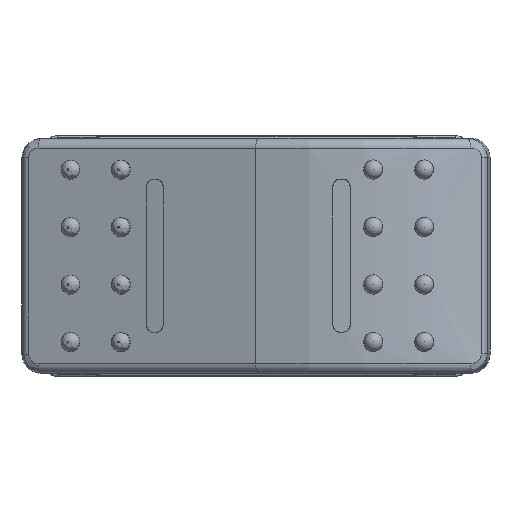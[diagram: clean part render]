
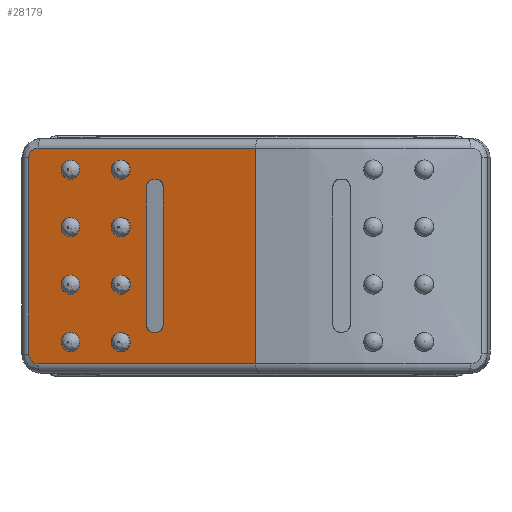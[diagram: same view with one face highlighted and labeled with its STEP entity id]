
A CAD part, top view. The second image highlights one B-rep face of the part: STEP entity #28179.
In plain terms, the highlighted planar face has unit normal (-0.294, 0, 0.956).
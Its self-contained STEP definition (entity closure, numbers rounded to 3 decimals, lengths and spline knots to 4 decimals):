
#442=FACE_BOUND('',#9077,.T.);
#443=FACE_BOUND('',#9078,.T.);
#444=FACE_BOUND('',#9079,.T.);
#445=FACE_BOUND('',#9080,.T.);
#446=FACE_BOUND('',#9081,.T.);
#447=FACE_BOUND('',#9082,.T.);
#448=FACE_BOUND('',#9083,.T.);
#449=FACE_BOUND('',#9084,.T.);
#450=FACE_BOUND('',#9085,.T.);
#589=ELLIPSE('',#29739,0.0808,0.08);
#590=ELLIPSE('',#29742,0.0808,0.08);
#591=ELLIPSE('',#29744,0.0808,0.08);
#592=ELLIPSE('',#29747,0.0808,0.08);
#596=ELLIPSE('',#29864,0.101,0.1);
#599=ELLIPSE('',#29872,0.101,0.1);
#911=LINE('',#39925,#3718);
#915=LINE('',#39934,#3722);
#918=LINE('',#39945,#3725);
#921=LINE('',#39952,#3728);
#934=LINE('',#40380,#3741);
#966=LINE('',#40977,#3773);
#968=LINE('',#41013,#3775);
#969=LINE('',#41015,#3776);
#3718=VECTOR('',#31948,1.);
#3722=VECTOR('',#31958,1.);
#3725=VECTOR('',#31971,1.);
#3728=VECTOR('',#31980,1.);
#3741=VECTOR('',#32047,1.);
#3773=VECTOR('',#32265,1.);
#3775=VECTOR('',#32279,1.);
#3776=VECTOR('',#32282,1.);
#6523=PLANE('',#29901);
#7468=FACE_OUTER_BOUND('',#9076,.T.);
#9076=EDGE_LOOP('',(#19616,#19617,#19618,#19619,#19620,#19621));
#9077=EDGE_LOOP('',(#19622,#19623,#19624,#19625,#19626,#19627,#19628,#19629));
#9078=EDGE_LOOP('',(#19630));
#9079=EDGE_LOOP('',(#19631));
#9080=EDGE_LOOP('',(#19632));
#9081=EDGE_LOOP('',(#19633));
#9082=EDGE_LOOP('',(#19634));
#9083=EDGE_LOOP('',(#19635));
#9084=EDGE_LOOP('',(#19636));
#9085=EDGE_LOOP('',(#19637));
#10758=CIRCLE('',#29786,0.1);
#10763=CIRCLE('',#29793,0.1);
#10768=CIRCLE('',#29800,0.1);
#10773=CIRCLE('',#29807,0.1);
#10778=CIRCLE('',#29814,0.1);
#10783=CIRCLE('',#29821,0.1);
#10788=CIRCLE('',#29828,0.1);
#10793=CIRCLE('',#29835,0.1);
#12025=VERTEX_POINT('',#39922);
#12026=VERTEX_POINT('',#39924);
#12027=VERTEX_POINT('',#39928);
#12028=VERTEX_POINT('',#39932);
#12029=VERTEX_POINT('',#39936);
#12030=VERTEX_POINT('',#39940);
#12031=VERTEX_POINT('',#39944);
#12032=VERTEX_POINT('',#39948);
#12069=VERTEX_POINT('',#40377);
#12070=VERTEX_POINT('',#40379);
#12082=VERTEX_POINT('',#40524);
#12086=VERTEX_POINT('',#40563);
#12090=VERTEX_POINT('',#40602);
#12094=VERTEX_POINT('',#40641);
#12098=VERTEX_POINT('',#40680);
#12102=VERTEX_POINT('',#40719);
#12106=VERTEX_POINT('',#40758);
#12110=VERTEX_POINT('',#40797);
#12133=VERTEX_POINT('',#40967);
#12134=VERTEX_POINT('',#40969);
#12136=VERTEX_POINT('',#41003);
#12138=VERTEX_POINT('',#41007);
#14874=EDGE_CURVE('',#12026,#12025,#911,.T.);
#14877=EDGE_CURVE('',#12025,#12027,#589,.T.);
#14879=EDGE_CURVE('',#12027,#12028,#915,.T.);
#14881=EDGE_CURVE('',#12028,#12029,#590,.T.);
#14882=EDGE_CURVE('',#12030,#12026,#591,.T.);
#14884=EDGE_CURVE('',#12031,#12030,#918,.T.);
#14886=EDGE_CURVE('',#12032,#12031,#592,.T.);
#14888=EDGE_CURVE('',#12029,#12032,#921,.T.);
#14933=EDGE_CURVE('',#12069,#12070,#934,.T.);
#14948=EDGE_CURVE('',#12082,#12082,#10758,.T.);
#14954=EDGE_CURVE('',#12086,#12086,#10763,.T.);
#14960=EDGE_CURVE('',#12090,#12090,#10768,.T.);
#14966=EDGE_CURVE('',#12094,#12094,#10773,.T.);
#14972=EDGE_CURVE('',#12098,#12098,#10778,.T.);
#14978=EDGE_CURVE('',#12102,#12102,#10783,.T.);
#14984=EDGE_CURVE('',#12106,#12106,#10788,.T.);
#14990=EDGE_CURVE('',#12110,#12110,#10793,.T.);
#15031=EDGE_CURVE('',#12133,#12134,#596,.T.);
#15035=EDGE_CURVE('',#12070,#12133,#966,.T.);
#15039=EDGE_CURVE('',#12138,#12136,#599,.T.);
#15041=EDGE_CURVE('',#12136,#12069,#968,.T.);
#15042=EDGE_CURVE('',#12134,#12138,#969,.T.);
#19616=ORIENTED_EDGE('',*,*,#15031,.F.);
#19617=ORIENTED_EDGE('',*,*,#15035,.F.);
#19618=ORIENTED_EDGE('',*,*,#14933,.F.);
#19619=ORIENTED_EDGE('',*,*,#15041,.F.);
#19620=ORIENTED_EDGE('',*,*,#15039,.F.);
#19621=ORIENTED_EDGE('',*,*,#15042,.F.);
#19622=ORIENTED_EDGE('',*,*,#14874,.T.);
#19623=ORIENTED_EDGE('',*,*,#14877,.T.);
#19624=ORIENTED_EDGE('',*,*,#14879,.T.);
#19625=ORIENTED_EDGE('',*,*,#14881,.T.);
#19626=ORIENTED_EDGE('',*,*,#14888,.T.);
#19627=ORIENTED_EDGE('',*,*,#14886,.T.);
#19628=ORIENTED_EDGE('',*,*,#14884,.T.);
#19629=ORIENTED_EDGE('',*,*,#14882,.T.);
#19630=ORIENTED_EDGE('',*,*,#14972,.T.);
#19631=ORIENTED_EDGE('',*,*,#14960,.T.);
#19632=ORIENTED_EDGE('',*,*,#14954,.T.);
#19633=ORIENTED_EDGE('',*,*,#14948,.T.);
#19634=ORIENTED_EDGE('',*,*,#14990,.T.);
#19635=ORIENTED_EDGE('',*,*,#14984,.T.);
#19636=ORIENTED_EDGE('',*,*,#14966,.T.);
#19637=ORIENTED_EDGE('',*,*,#14978,.T.);
#28179=ADVANCED_FACE('',(#7468,#442,#443,#444,#445,#446,#447,#448,#449,
#450),#6523,.T.);
#29739=AXIS2_PLACEMENT_3D('',#39930,#31953,#31954);
#29742=AXIS2_PLACEMENT_3D('',#39938,#31962,#31963);
#29744=AXIS2_PLACEMENT_3D('',#39941,#31966,#31967);
#29747=AXIS2_PLACEMENT_3D('',#39949,#31975,#31976);
#29786=AXIS2_PLACEMENT_3D('',#40526,#32070,#32071);
#29793=AXIS2_PLACEMENT_3D('',#40565,#32085,#32086);
#29800=AXIS2_PLACEMENT_3D('',#40604,#32100,#32101);
#29807=AXIS2_PLACEMENT_3D('',#40643,#32115,#32116);
#29814=AXIS2_PLACEMENT_3D('',#40682,#32130,#32131);
#29821=AXIS2_PLACEMENT_3D('',#40721,#32145,#32146);
#29828=AXIS2_PLACEMENT_3D('',#40760,#32160,#32161);
#29835=AXIS2_PLACEMENT_3D('',#40799,#32175,#32176);
#29864=AXIS2_PLACEMENT_3D('',#40970,#32254,#32255);
#29872=AXIS2_PLACEMENT_3D('',#41009,#32272,#32273);
#29901=AXIS2_PLACEMENT_3D('',#41066,#32348,#32349);
#31948=DIRECTION('',(0.,1.,0.));
#31953=DIRECTION('center_axis',(0.295,0.,
-0.956));
#31954=DIRECTION('ref_axis',(0.956,0.,0.295));
#31958=DIRECTION('',(0.956,0.,0.295));
#31962=DIRECTION('center_axis',(0.295,0.,
-0.956));
#31963=DIRECTION('ref_axis',(0.956,0.,0.295));
#31966=DIRECTION('center_axis',(0.295,0.,
-0.956));
#31967=DIRECTION('ref_axis',(-0.956,0.,-0.295));
#31971=DIRECTION('',(-0.956,0.,-0.295));
#31975=DIRECTION('center_axis',(0.295,0.,
-0.956));
#31976=DIRECTION('ref_axis',(-0.956,0.,-0.295));
#31980=DIRECTION('',(0.,-1.,0.));
#32047=DIRECTION('',(0.,-1.,0.));
#32070=DIRECTION('center_axis',(0.295,0.,
-0.956));
#32071=DIRECTION('ref_axis',(-0.956,0.,-0.295));
#32085=DIRECTION('center_axis',(0.295,0.,
-0.956));
#32086=DIRECTION('ref_axis',(-0.956,0.,-0.295));
#32100=DIRECTION('center_axis',(0.295,0.,
-0.956));
#32101=DIRECTION('ref_axis',(-0.956,0.,-0.295));
#32115=DIRECTION('center_axis',(0.295,0.,
-0.956));
#32116=DIRECTION('ref_axis',(-0.956,0.,-0.295));
#32130=DIRECTION('center_axis',(0.295,0.,
-0.956));
#32131=DIRECTION('ref_axis',(-0.956,0.,-0.295));
#32145=DIRECTION('center_axis',(0.295,0.,
-0.956));
#32146=DIRECTION('ref_axis',(-0.956,0.,-0.295));
#32160=DIRECTION('center_axis',(0.295,0.,
-0.956));
#32161=DIRECTION('ref_axis',(-0.956,0.,-0.295));
#32175=DIRECTION('center_axis',(0.295,0.,
-0.956));
#32176=DIRECTION('ref_axis',(-0.956,0.,-0.295));
#32254=DIRECTION('center_axis',(0.295,0.,
-0.956));
#32255=DIRECTION('ref_axis',(-0.956,0.,-0.295));
#32265=DIRECTION('',(-0.956,0.,-0.295));
#32272=DIRECTION('center_axis',(0.295,0.,
-0.956));
#32273=DIRECTION('ref_axis',(-0.956,0.,-0.295));
#32279=DIRECTION('',(0.956,0.,0.295));
#32282=DIRECTION('',(0.,1.,0.));
#32348=DIRECTION('center_axis',(-0.295,0.,
0.956));
#32349=DIRECTION('ref_axis',(0.,-1.,0.));
#39922=CARTESIAN_POINT('',(-1.1476,0.72,3.8282));
#39924=CARTESIAN_POINT('',(-1.1476,-0.72,3.8282));
#39925=CARTESIAN_POINT('',(-1.1476,0.36,3.8282));
#39928=CARTESIAN_POINT('',(-1.0704,0.8,3.852));
#39930=CARTESIAN_POINT('Origin',(-1.0704,0.72,3.852));
#39932=CARTESIAN_POINT('',(-1.0511,0.8,3.8579));
#39934=CARTESIAN_POINT('',(-1.3635,0.8,3.7616));
#39936=CARTESIAN_POINT('',(-0.9739,0.72,3.8817));
#39938=CARTESIAN_POINT('Origin',(-1.0511,0.72,3.8579));
#39940=CARTESIAN_POINT('',(-1.0704,-0.8,3.852));
#39941=CARTESIAN_POINT('Origin',(-1.0704,-0.72,3.852));
#39944=CARTESIAN_POINT('',(-1.0511,-0.8,3.8579));
#39945=CARTESIAN_POINT('',(-1.373,-0.8,3.7587));
#39948=CARTESIAN_POINT('',(-0.9739,-0.72,3.8817));
#39949=CARTESIAN_POINT('Origin',(-1.0511,-0.72,3.8579));
#39952=CARTESIAN_POINT('',(-0.9739,-0.36,3.8817));
#40377=CARTESIAN_POINT('',(-0.0082,1.125,4.1794));
#40379=CARTESIAN_POINT('',(-0.0082,-1.125,4.1794));
#40380=CARTESIAN_POINT('',(-0.0082,0.,4.1794));
#40524=CARTESIAN_POINT('',(-1.8429,0.9,3.6139));
#40526=CARTESIAN_POINT('Origin',(-1.9385,0.9,3.5844));
#40563=CARTESIAN_POINT('',(-1.3173,0.9,3.7759));
#40565=CARTESIAN_POINT('Origin',(-1.4129,0.9,3.7464));
#40602=CARTESIAN_POINT('',(-1.3173,0.3,3.7759));
#40604=CARTESIAN_POINT('Origin',(-1.4129,0.3,3.7464));
#40641=CARTESIAN_POINT('',(-1.3173,-0.3,3.7759));
#40643=CARTESIAN_POINT('Origin',(-1.4129,-0.3,3.7464));
#40680=CARTESIAN_POINT('',(-1.3173,-0.9,3.7759));
#40682=CARTESIAN_POINT('Origin',(-1.4129,-0.9,3.7464));
#40719=CARTESIAN_POINT('',(-1.8429,-0.9,3.6139));
#40721=CARTESIAN_POINT('Origin',(-1.9385,-0.9,3.5844));
#40758=CARTESIAN_POINT('',(-1.8429,-0.3,3.6139));
#40760=CARTESIAN_POINT('Origin',(-1.9385,-0.3,3.5844));
#40797=CARTESIAN_POINT('',(-1.8429,0.3,3.6139));
#40799=CARTESIAN_POINT('Origin',(-1.9385,0.3,3.5844));
#40967=CARTESIAN_POINT('',(-2.2811,-1.125,3.4788));
#40969=CARTESIAN_POINT('',(-2.3776,-1.025,3.4491));
#40970=CARTESIAN_POINT('Origin',(-2.2811,-1.025,3.4788));
#40977=CARTESIAN_POINT('',(-1.3212,-1.125,3.7747));
#41003=CARTESIAN_POINT('',(-2.2811,1.125,3.4788));
#41007=CARTESIAN_POINT('',(-2.3776,1.025,3.4491));
#41009=CARTESIAN_POINT('Origin',(-2.2811,1.025,3.4788));
#41013=CARTESIAN_POINT('',(-1.3212,1.125,3.7747));
#41015=CARTESIAN_POINT('',(-2.3776,0.,3.4491));
#41066=CARTESIAN_POINT('Origin',(-2.4605,0.,
3.4235));
